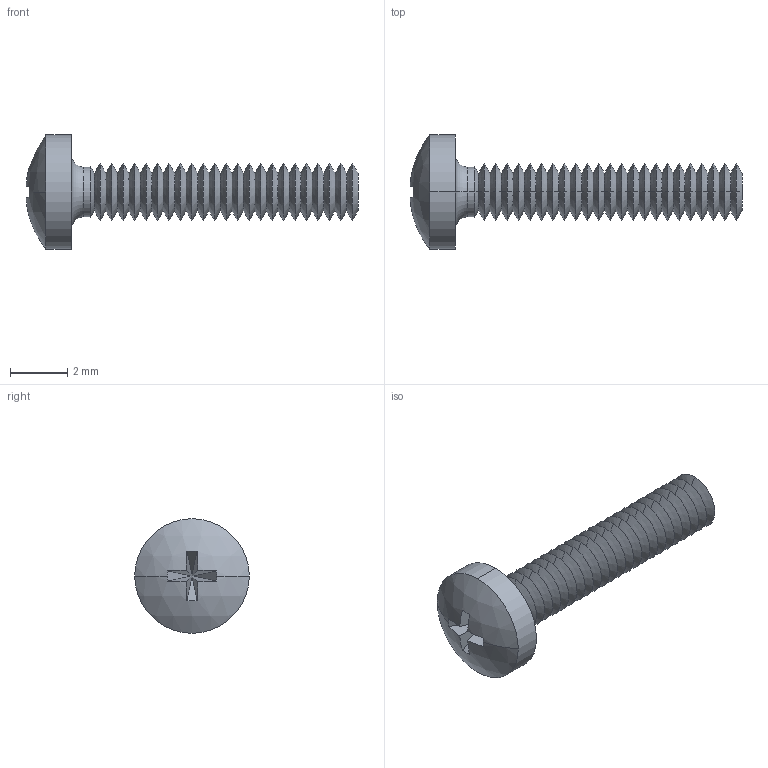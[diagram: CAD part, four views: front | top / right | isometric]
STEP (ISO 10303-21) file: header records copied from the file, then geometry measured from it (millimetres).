
FILE_DESCRIPTION (( 'STEP AP214' ), '1' );
FILE_NAME ('Screw M2x10圉埴芛坋趼蹟隊.step', '2016-10-28T04:23:12', ( 'dell' ), ( '' ), 'SwSTEP 2.0', 'SolidWorks 2013', '' );
FILE_SCHEMA (( 'AUTOMOTIVE_DESIGN' ));
Length unit declared in the file: millimetre
Products named in the file (1): Screw M2x10圉埴芛坋趼蹟隊
Bounding box: 11.59 x 4 x 4 mm (x, y, z)
Volume: 37.5 mm3; surface area: 139.6 mm2
Topology: 1 solids, 1 shells, 118 faces, 238 edges, 123 vertices
Faces by surface type: cone 96, plane 14, cylinder 4, torus 2, sphere 2
Entity records: 3026 total; most frequent: DIRECTION 602, CARTESIAN_POINT 480, ORIENTED_EDGE 476, AXIS2_PLACEMENT_3D 245, EDGE_CURVE 238, CIRCLE 126, VERTEX_POINT 123, EDGE_LOOP 119
